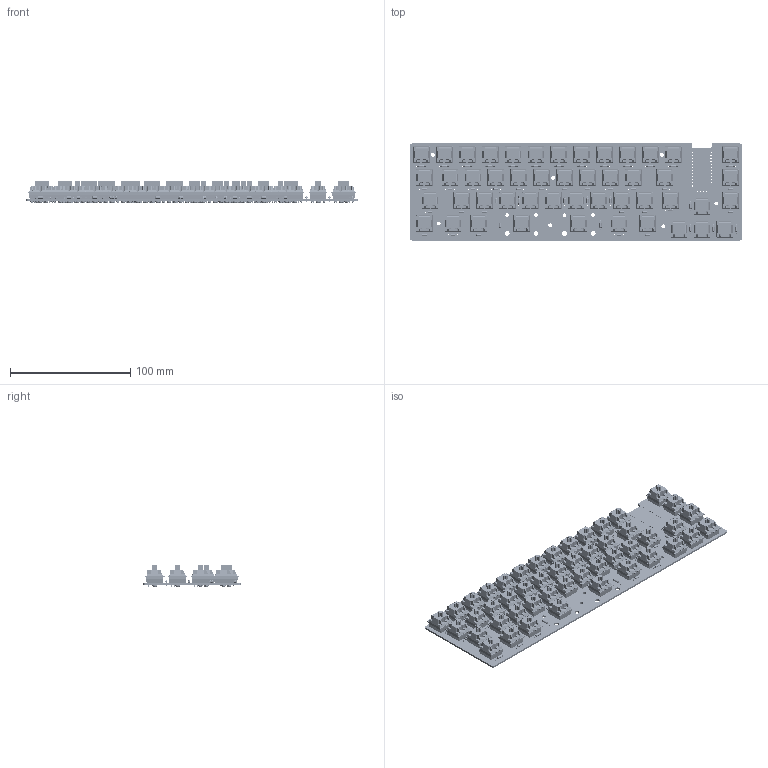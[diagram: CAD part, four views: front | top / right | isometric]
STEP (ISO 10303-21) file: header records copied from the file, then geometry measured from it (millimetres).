
FILE_DESCRIPTION(('KiCad electronic assembly'),'2;1');
FILE_NAME('little.step','2023-12-23T09:51:59',('Pcbnew'),('Kicad'), 'Open CASCADE STEP processor 7.6','KiCad to STEP converter','Unknown' );
FILE_SCHEMA(('AUTOMOTIVE_DESIGN { 1 0 10303 214 1 1 1 1 }'));
Length unit declared in the file: millimetre
Products named in the file (6): little 1; switch; COMPOUND; D_DO-35_SOD27_P7.62mm_Horizontal; little PCB
Assembly tree (99 placements, depth 3):
  little 1
    switch  x48
      COMPOUND
    D_DO-35_SOD27_P7.62mm_Horizontal  x48
      COMPOUND
    little PCB
Bounding box: 276.23 x 80.96 x 17.68 mm (x, y, z)
Volume: 118230.8 mm3; surface area: 132463.6 mm2
Topology: 481 solids, 481 shells, 7617 faces, 18477 edges, 12014 vertices
Faces by surface type: plane 5414, cylinder 1771, torus 192, cone 144, sphere 96
Full cylindrical faces by diameter (mm): 0.5 x144, 0.8 x96, 1 x28, 1.524 x96, 1.6 x96, 1.702 x96, 2 x96, 2.02 x48, 3.048 x4, 3.2 x7, 3.85 x48, 3.988 x52
Entity records: 63378 total; most frequent: CARTESIAN_POINT 17048, DIRECTION 8555, ORIENTED_EDGE 4618, PCURVE 4618, DEFINITIONAL_REPRESENTATION 4618, LINE 4318, VECTOR 4318, EDGE_CURVE 2309
